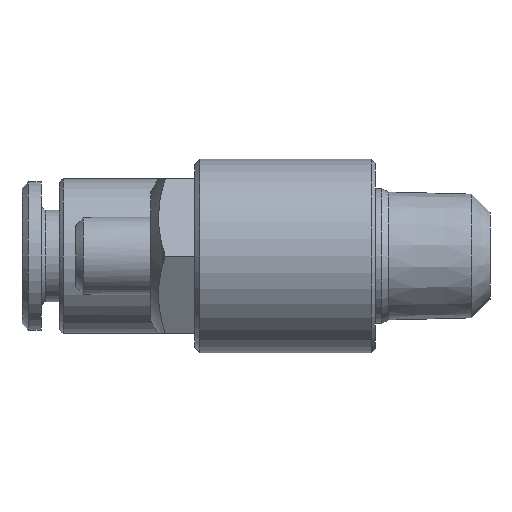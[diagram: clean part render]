
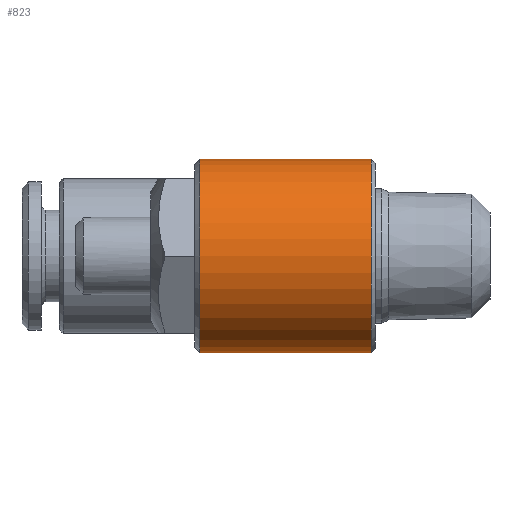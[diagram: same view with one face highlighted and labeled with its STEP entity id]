
A CAD part, left-side view. The second image highlights one B-rep face of the part: STEP entity #823.
In plain terms, the highlighted cylindrical face has radius 7.5 mm (diameter 15 mm), a partial arc.
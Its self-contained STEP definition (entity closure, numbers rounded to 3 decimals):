
#492 = ORIENTED_EDGE ( 'NONE', *, *, #835, .T. ) ;
#493 = ORIENTED_EDGE ( 'NONE', *, *, #494, .F. ) ;
#494 = EDGE_CURVE ( 'NONE', #689, #686, #2396, .T. ) ;
#501 = VERTEX_POINT ( 'NONE', #2406 ) ;
#686 = VERTEX_POINT ( 'NONE', #2813 ) ;
#689 = VERTEX_POINT ( 'NONE', #2807 ) ;
#693 = VERTEX_POINT ( 'NONE', #2868 ) ;
#823 = ADVANCED_FACE ( 'NONE', ( #3481 ), #3479, .T. ) ;
#824 = EDGE_LOOP ( 'NONE', ( #825, #826, #492, #493 ) ) ;
#825 = ORIENTED_EDGE ( 'NONE', *, *, #832, .F. ) ;
#826 = ORIENTED_EDGE ( 'NONE', *, *, #827, .T. ) ;
#827 = EDGE_CURVE ( 'NONE', #501, #693, #3524, .T. ) ;
#832 = EDGE_CURVE ( 'NONE', #501, #689, #3526, .T. ) ;
#835 = EDGE_CURVE ( 'NONE', #693, #686, #3511, .T. ) ;
#2382 = DIRECTION ( 'NONE',  ( 0., 0., -1. ) ) ;
#2383 = DIRECTION ( 'NONE',  ( 0., -1., 0. ) ) ;
#2384 = CARTESIAN_POINT ( 'NONE',  ( 0., 9.2, 0. ) ) ;
#2385 = AXIS2_PLACEMENT_3D ( 'NONE', #2384, #2383, #2382 ) ;
#2396 = CIRCLE ( 'NONE', #2385, 7.5 ) ;
#2406 = CARTESIAN_POINT ( 'NONE',  ( 0., 22.5, 7.5 ) ) ;
#2807 = CARTESIAN_POINT ( 'NONE',  ( 0., 9.2, 7.5 ) ) ;
#2813 = CARTESIAN_POINT ( 'NONE',  ( 0., 9.2, -7.5 ) ) ;
#2868 = CARTESIAN_POINT ( 'NONE',  ( 0., 22.5, -7.5 ) ) ;
#3460 = DIRECTION ( 'NONE',  ( 0., 0., -1. ) ) ;
#3461 = DIRECTION ( 'NONE',  ( 0., -1., 0. ) ) ;
#3462 = AXIS2_PLACEMENT_3D ( 'NONE', #3478, #3461, #3460 ) ;
#3478 = CARTESIAN_POINT ( 'NONE',  ( 0., 6.519, 0. ) ) ;
#3479 = CYLINDRICAL_SURFACE ( 'NONE', #3462, 7.5 ) ;
#3481 = FACE_OUTER_BOUND ( 'NONE', #824, .T. ) ;
#3498 = AXIS2_PLACEMENT_3D ( 'NONE', #3564, #3558, #3512 ) ;
#3510 = CARTESIAN_POINT ( 'NONE',  ( 0., 6.519, -7.5 ) ) ;
#3511 = LINE ( 'NONE', #3510, #3557 ) ;
#3512 = DIRECTION ( 'NONE',  ( 0., 0., -1. ) ) ;
#3524 = CIRCLE ( 'NONE', #3498, 7.5 ) ;
#3525 = CARTESIAN_POINT ( 'NONE',  ( 0., 6.519, 7.5 ) ) ;
#3526 = LINE ( 'NONE', #3525, #3560 ) ;
#3556 = DIRECTION ( 'NONE',  ( 0., -1., 0. ) ) ;
#3557 = VECTOR ( 'NONE', #3556, 1000. ) ;
#3558 = DIRECTION ( 'NONE',  ( 0., -1., 0. ) ) ;
#3559 = DIRECTION ( 'NONE',  ( 0., -1., 0. ) ) ;
#3560 = VECTOR ( 'NONE', #3559, 1000. ) ;
#3564 = CARTESIAN_POINT ( 'NONE',  ( 0., 22.5, 0. ) ) ;
